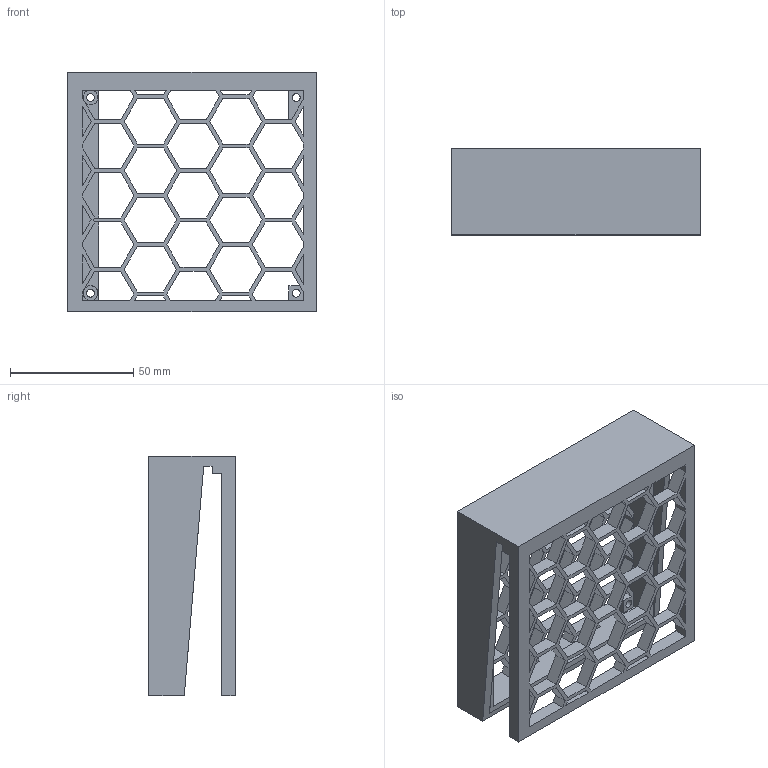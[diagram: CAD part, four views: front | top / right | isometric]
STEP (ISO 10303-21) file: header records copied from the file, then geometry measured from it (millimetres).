
FILE_DESCRIPTION(('HOOPS Exchange Step'),'2;1');
FILE_NAME('HEPA Filter.stp','2026-02-17T11:29:37-05:00',('RED'),('Unknown organisation'),'HOOPS Exchange 2025.8','HOOPS Exchange','Unknown authorisation');
FILE_SCHEMA( ('AP203_CONFIGURATION_CONTROLLED_3D_DESIGN_OF_MECHANICAL_PARTS_AND_ASSEMBLIES_MIM_LF') );
Length unit declared in the file: millimetre
Products named in the file (2): 0; root
Assembly tree (1 placements, depth 2):
  root
    0
Bounding box: 100.77 x 35 x 97 mm (x, y, z)
Volume: 70227 mm3; surface area: 47471.5 mm2
Topology: 1 solids, 1 shells, 370 faces, 1162 edges, 783 vertices
Faces by surface type: plane 344, bspline 20, cylinder 6
Full cylindrical faces by diameter (mm): 3.2 x4, 6 x2
Entity records: 13123 total; most frequent: CARTESIAN_POINT 2617, ORIENTED_EDGE 2324, DIRECTION 1836, EDGE_CURVE 1162, VECTOR 1088, LINE 1088, VERTEX_POINT 783, EDGE_LOOP 497
